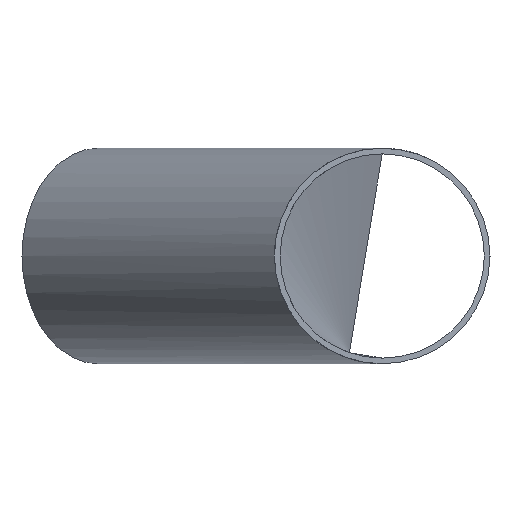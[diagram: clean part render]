
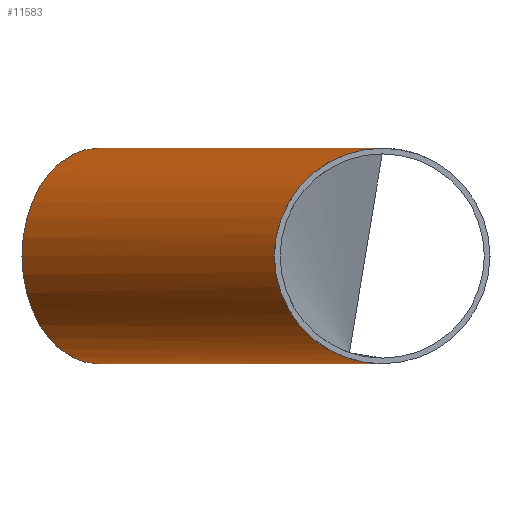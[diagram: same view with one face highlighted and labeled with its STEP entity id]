
A CAD part, left-side view. The second image highlights one B-rep face of the part: STEP entity #11583.
In plain terms, the highlighted cylindrical face has radius 57.15 mm (diameter 114.3 mm), a full revolution.
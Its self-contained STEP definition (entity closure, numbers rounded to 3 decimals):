
#183 = CYLINDRICAL_SURFACE ( 'NONE', #15193, 57.15 ) ;
#856 = EDGE_CURVE ( 'NONE', #3994, #16092, #9591, .T. ) ;
#2804 = CARTESIAN_POINT ( 'NONE',  ( -56.972, 0., 57.15 ) ) ;
#3015 = ORIENTED_EDGE ( 'NONE', *, *, #10813, .F. ) ;
#3397 = CARTESIAN_POINT ( 'NONE',  ( 53.211, 191.005, 0. ) ) ;
#3434 = CARTESIAN_POINT ( 'NONE',  ( 93.622, 150.594, 0. ) ) ;
#3994 = VERTEX_POINT ( 'NONE', #10948 ) ;
#4534 = CARTESIAN_POINT ( 'NONE',  ( -56.972, 0., -57.15 ) ) ;
#5218 = CIRCLE ( 'NONE', #16873, 57.15 ) ;
#5584 = CARTESIAN_POINT ( 'NONE',  ( 218.972, 114.3, -57.15 ) ) ;
#5617 = CARTESIAN_POINT ( 'NONE',  ( -56.972, 0., -57.15 ) ) ;
#7282 = FACE_OUTER_BOUND ( 'NONE', #12631, .T. ) ;
#9559 = CARTESIAN_POINT ( 'NONE',  ( -56.972, 0., -57.15 ) ) ;
#9591 =( BOUNDED_CURVE ( )  B_SPLINE_CURVE ( 3, ( #2804, #9595, #12146, #5617 ),
 .UNSPECIFIED., .F., .F. ) 
 B_SPLINE_CURVE_WITH_KNOTS ( ( 4, 4 ),
 ( 4.712, 7.854 ),
 .UNSPECIFIED. ) 
 CURVE ( )  GEOMETRIC_REPRESENTATION_ITEM ( )  RATIONAL_B_SPLINE_CURVE ( ( 1., 0.333, 0.333, 1. ) ) 
 REPRESENTATION_ITEM ( '' )  );
#9595 = CARTESIAN_POINT ( 'NONE',  ( -104.317, 114.3, 57.15 ) ) ;
#10813 = EDGE_CURVE ( 'NONE', #16092, #3994, #12520, .T. ) ;
#10948 = CARTESIAN_POINT ( 'NONE',  ( -56.972, 0., 57.15 ) ) ;
#11047 = EDGE_CURVE ( 'NONE', #16661, #16661, #5218, .T. ) ;
#11186 = EDGE_LOOP ( 'NONE', ( #3015, #14137 ) ) ;
#11583 = ADVANCED_FACE ( 'NONE', ( #13513, #7282 ), #183, .T. ) ;
#12001 = CARTESIAN_POINT ( 'NONE',  ( -56.972, 0., 57.15 ) ) ;
#12146 = CARTESIAN_POINT ( 'NONE',  ( -104.317, 114.3, -57.15 ) ) ;
#12520 =( BOUNDED_CURVE ( )  B_SPLINE_CURVE ( 3, ( #9559, #5584, #17271, #12001 ),
 .UNSPECIFIED., .F., .T. ) 
 B_SPLINE_CURVE_WITH_KNOTS ( ( 4, 4 ),
 ( 1.571, 4.712 ),
 .UNSPECIFIED. ) 
 CURVE ( )  GEOMETRIC_REPRESENTATION_ITEM ( )  RATIONAL_B_SPLINE_CURVE ( ( 1., 0.333, 0.333, 1. ) ) 
 REPRESENTATION_ITEM ( '' )  );
#12631 = EDGE_LOOP ( 'NONE', ( #14557 ) ) ;
#13042 = DIRECTION ( 'NONE',  ( -0.707, 0.707, 0. ) ) ;
#13513 = FACE_OUTER_BOUND ( 'NONE', #11186, .T. ) ;
#13586 = CARTESIAN_POINT ( 'NONE',  ( 93.622, 150.594, 0. ) ) ;
#14137 = ORIENTED_EDGE ( 'NONE', *, *, #856, .F. ) ;
#14557 = ORIENTED_EDGE ( 'NONE', *, *, #11047, .F. ) ;
#14757 = DIRECTION ( 'NONE',  ( 0.707, 0.707, 0. ) ) ;
#14917 = DIRECTION ( 'NONE',  ( -0.707, 0.707, 0. ) ) ;
#15193 = AXIS2_PLACEMENT_3D ( 'NONE', #3434, #15838, #13042 ) ;
#15838 = DIRECTION ( 'NONE',  ( 0.707, 0.707, 0. ) ) ;
#16092 = VERTEX_POINT ( 'NONE', #4534 ) ;
#16661 = VERTEX_POINT ( 'NONE', #3397 ) ;
#16873 = AXIS2_PLACEMENT_3D ( 'NONE', #13586, #14757, #14917 ) ;
#17271 = CARTESIAN_POINT ( 'NONE',  ( 218.972, 114.3, 57.15 ) ) ;
